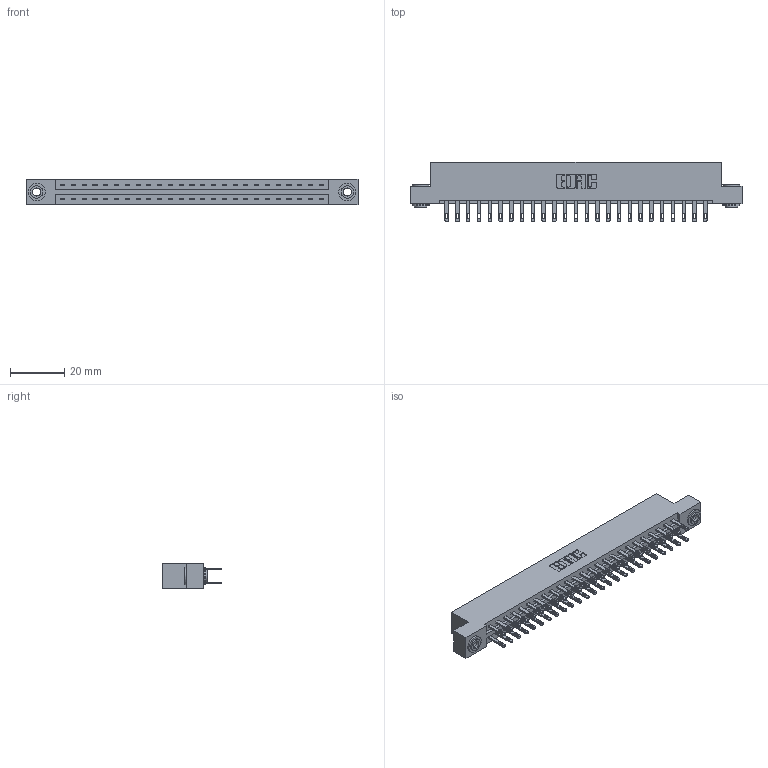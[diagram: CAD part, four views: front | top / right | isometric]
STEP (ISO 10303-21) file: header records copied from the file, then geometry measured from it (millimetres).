
FILE_DESCRIPTION (( 'STEP AP203' ), '1' );
FILE_NAME ('337-050-500-203.STEP', '2019-10-09T15:24:22', ( '' ), ( '' ), 'SwSTEP 2.0', 'SolidWorks 2016', '' );
FILE_SCHEMA (( 'CONFIG_CONTROL_DESIGN' ));
Length unit declared in the file: inch
Products named in the file (4): 345-250-002_345-250-002-102; 345-292-001_345-293-100; 337 Part_Flush Mounting Lugs - 0.156 Dia-TH; 337-050-500-203
Assembly tree (53 placements, depth 2):
  337-050-500-203
    337 Part_Flush Mounting Lugs - 0.156 Dia-TH
    345-292-001_345-293-100  x50
    345-250-002_345-250-002-102  x2
Bounding box: 122.07 x 21.85 x 9.4 mm (x, y, z)
Volume: 12810.9 mm3; surface area: 15096.8 mm2
Topology: 53 solids, 53 shells, 2652 faces, 8037 edges, 5354 vertices
Faces by surface type: plane 1680, cylinder 964, cone 8
Entity records: 22162 total; most frequent: CARTESIAN_POINT 3721, ORIENTED_EDGE 3650, DIRECTION 3231, EDGE_CURVE 1825, LINE 1669, VECTOR 1669, VERTEX_POINT 1214, AXIS2_PLACEMENT_3D 781
